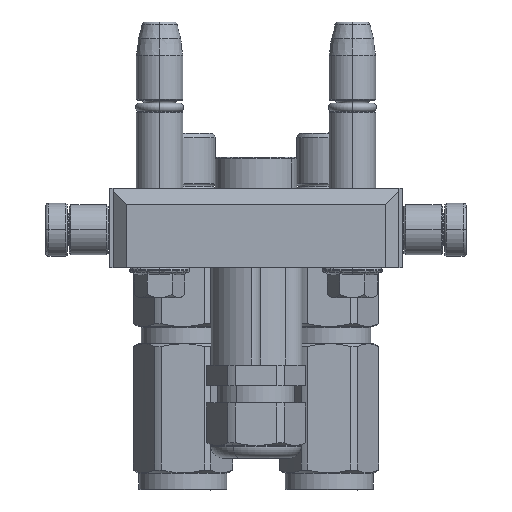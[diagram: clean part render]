
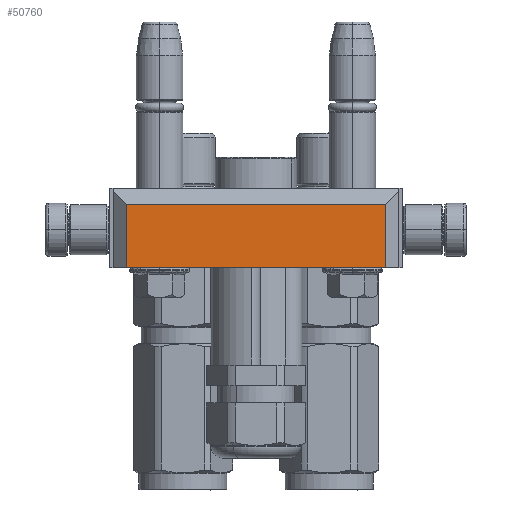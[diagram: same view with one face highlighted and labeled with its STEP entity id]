
A CAD part, left-side view. The second image highlights one B-rep face of the part: STEP entity #50760.
In plain terms, the highlighted face is planar.
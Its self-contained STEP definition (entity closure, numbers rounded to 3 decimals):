
#7 = CARTESIAN_POINT ( 'NONE',  ( -39., 42.75, 5. ) ) ;
#2726 = VECTOR ( 'NONE', #41671, 1000. ) ;
#5208 = FACE_OUTER_BOUND ( 'NONE', #33385, .T. ) ;
#7585 = ORIENTED_EDGE ( 'NONE', *, *, #8378, .F. ) ;
#8013 = LINE ( 'NONE', #12037, #29591 ) ;
#8378 = EDGE_CURVE ( 'NONE', #12267, #49692, #14763, .T. ) ;
#10937 = CARTESIAN_POINT ( 'NONE',  ( 39., 42.75, 24. ) ) ;
#12037 = CARTESIAN_POINT ( 'NONE',  ( -39., 42.75, 5. ) ) ;
#12267 = VERTEX_POINT ( 'NONE', #49664 ) ;
#14763 = LINE ( 'NONE', #48169, #38360 ) ;
#15022 = PLANE ( 'NONE',  #33091 ) ;
#15569 = LINE ( 'NONE', #10937, #2726 ) ;
#18373 = VERTEX_POINT ( 'NONE', #7 ) ;
#23028 = LINE ( 'NONE', #40261, #45296 ) ;
#26506 = EDGE_CURVE ( 'NONE', #49692, #18373, #23028, .T. ) ;
#26610 = DIRECTION ( 'NONE',  ( -1., 0., 0. ) ) ;
#27257 = ORIENTED_EDGE ( 'NONE', *, *, #26506, .F. ) ;
#29485 = EDGE_CURVE ( 'NONE', #12267, #49587, #15569, .T. ) ;
#29591 = VECTOR ( 'NONE', #54493, 1000. ) ;
#31410 = DIRECTION ( 'NONE',  ( 0., 0., -1. ) ) ;
#32176 = CARTESIAN_POINT ( 'NONE',  ( 44., 42.75, 0. ) ) ;
#33091 = AXIS2_PLACEMENT_3D ( 'NONE', #32176, #40468, #52420 ) ;
#33385 = EDGE_LOOP ( 'NONE', ( #7585, #39941, #50159, #27257 ) ) ;
#34595 = CARTESIAN_POINT ( 'NONE',  ( 39., 42.75, 5. ) ) ;
#36454 = EDGE_CURVE ( 'NONE', #18373, #49587, #8013, .T. ) ;
#38360 = VECTOR ( 'NONE', #26610, 1000. ) ;
#39941 = ORIENTED_EDGE ( 'NONE', *, *, #29485, .T. ) ;
#40261 = CARTESIAN_POINT ( 'NONE',  ( -39., 42.75, 24. ) ) ;
#40468 = DIRECTION ( 'NONE',  ( 0., 1., 0. ) ) ;
#41671 = DIRECTION ( 'NONE',  ( 0., 0., -1. ) ) ;
#45296 = VECTOR ( 'NONE', #31410, 1000. ) ;
#48169 = CARTESIAN_POINT ( 'NONE',  ( 39., 42.75, 24. ) ) ;
#49587 = VERTEX_POINT ( 'NONE', #34595 ) ;
#49664 = CARTESIAN_POINT ( 'NONE',  ( 39., 42.75, 24. ) ) ;
#49692 = VERTEX_POINT ( 'NONE', #53278 ) ;
#50159 = ORIENTED_EDGE ( 'NONE', *, *, #36454, .F. ) ;
#50760 = ADVANCED_FACE ( 'NONE', ( #5208 ), #15022, .T. ) ;
#52420 = DIRECTION ( 'NONE',  ( -1., 0., 0. ) ) ;
#53278 = CARTESIAN_POINT ( 'NONE',  ( -39., 42.75, 24. ) ) ;
#54493 = DIRECTION ( 'NONE',  ( 1., 0., 0. ) ) ;
